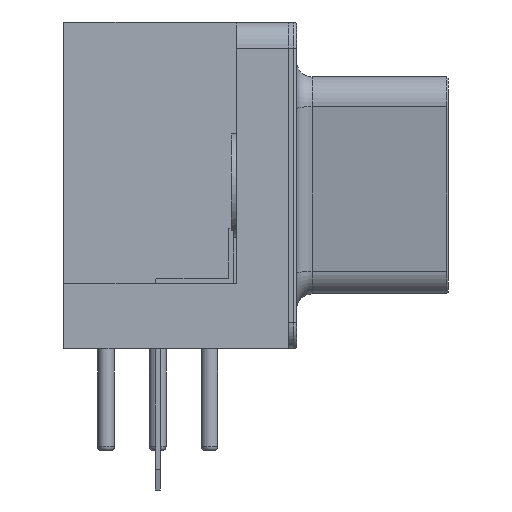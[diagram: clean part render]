
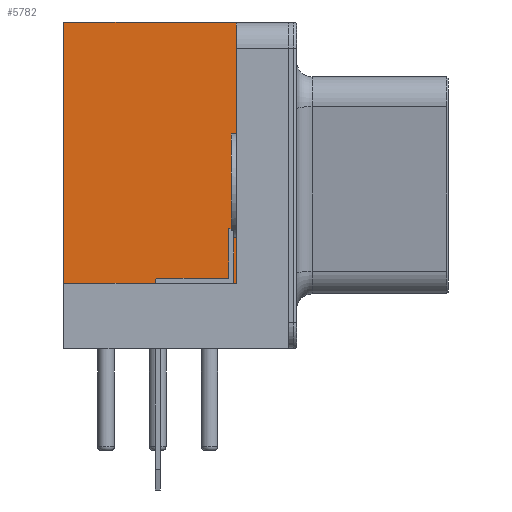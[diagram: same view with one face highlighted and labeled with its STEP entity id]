
A CAD part, left-side view. The second image highlights one B-rep face of the part: STEP entity #5782.
In plain terms, the highlighted planar face has unit normal (-1, 0, 0).
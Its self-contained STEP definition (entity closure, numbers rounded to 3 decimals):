
#4735 = VERTEX_POINT('',#4736);
#4736 = CARTESIAN_POINT('',(-5.593,1.61,12.5));
#4742 = EDGE_CURVE('',#4743,#4735,#4745,.T.);
#4743 = VERTEX_POINT('',#4744);
#4744 = CARTESIAN_POINT('',(-5.593,-4.99,12.5));
#4745 = LINE('',#4746,#4747);
#4746 = CARTESIAN_POINT('',(-5.593,-5.99,12.5));
#4747 = VECTOR('',#4748,1.);
#4748 = DIRECTION('',(0.,1.,0.));
#5756 = VERTEX_POINT('',#5757);
#5757 = CARTESIAN_POINT('',(-5.593,-4.99,2.5));
#5763 = EDGE_CURVE('',#5756,#4743,#5764,.T.);
#5764 = LINE('',#5765,#5766);
#5765 = CARTESIAN_POINT('',(-5.593,-4.99,2.5));
#5766 = VECTOR('',#5767,1.);
#5767 = DIRECTION('',(0.,0.,1.));
#5782 = ADVANCED_FACE('',(#5783),#5801,.F.);
#5783 = FACE_BOUND('',#5784,.F.);
#5784 = EDGE_LOOP('',(#5785,#5786,#5794,#5800));
#5785 = ORIENTED_EDGE('',*,*,#5763,.F.);
#5786 = ORIENTED_EDGE('',*,*,#5787,.T.);
#5787 = EDGE_CURVE('',#5756,#5788,#5790,.T.);
#5788 = VERTEX_POINT('',#5789);
#5789 = CARTESIAN_POINT('',(-5.593,1.61,2.5));
#5790 = LINE('',#5791,#5792);
#5791 = CARTESIAN_POINT('',(-5.593,-4.99,2.5));
#5792 = VECTOR('',#5793,1.);
#5793 = DIRECTION('',(-0.,1.,0.));
#5794 = ORIENTED_EDGE('',*,*,#5795,.T.);
#5795 = EDGE_CURVE('',#5788,#4735,#5796,.T.);
#5796 = LINE('',#5797,#5798);
#5797 = CARTESIAN_POINT('',(-5.593,1.61,4.375));
#5798 = VECTOR('',#5799,1.);
#5799 = DIRECTION('',(0.,0.,1.));
#5800 = ORIENTED_EDGE('',*,*,#4742,.F.);
#5801 = PLANE('',#5802);
#5802 = AXIS2_PLACEMENT_3D('',#5803,#5804,#5805);
#5803 = CARTESIAN_POINT('',(-5.593,-4.99,2.5));
#5804 = DIRECTION('',(1.,0.,0.));
#5805 = DIRECTION('',(0.,0.,1.));
